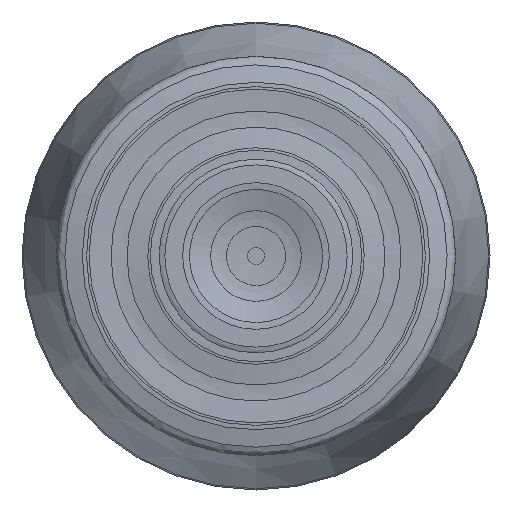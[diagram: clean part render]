
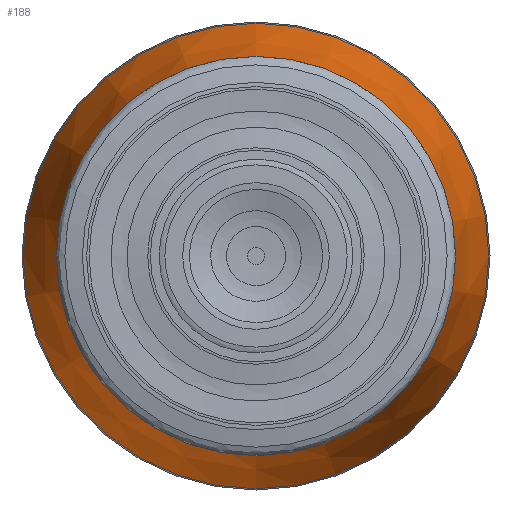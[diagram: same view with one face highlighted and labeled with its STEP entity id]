
A CAD part, left-side view. The second image highlights one B-rep face of the part: STEP entity #188.
In plain terms, the highlighted conical face has half-angle 14.036 degrees and reference radius 16.91 mm.
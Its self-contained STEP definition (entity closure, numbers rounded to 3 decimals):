
#166=CONICAL_SURFACE('',#744,16.91,14.036);
#188=ADVANCED_FACE('',(#264,#265),#166,.T.);
#264=FACE_BOUND('',#367,.T.);
#265=FACE_BOUND('',#368,.T.);
#367=EDGE_LOOP('',(#473));
#368=EDGE_LOOP('',(#474));
#473=ORIENTED_EDGE('',*,*,#618,.T.);
#474=ORIENTED_EDGE('',*,*,#617,.F.);
#564=VERTEX_POINT('',#1045);
#565=VERTEX_POINT('',#1048);
#617=EDGE_CURVE('',#564,#564,#670,.T.);
#618=EDGE_CURVE('',#565,#565,#671,.T.);
#670=CIRCLE('',#741,16.91);
#671=CIRCLE('',#743,14.149);
#741=AXIS2_PLACEMENT_3D('',#1044,#850,#851);
#743=AXIS2_PLACEMENT_3D('',#1047,#854,#855);
#744=AXIS2_PLACEMENT_3D('',#1049,#856,#857);
#850=DIRECTION('',(1.,0.,0.));
#851=DIRECTION('',(0.,0.,1.));
#854=DIRECTION('',(1.,0.,0.));
#855=DIRECTION('',(0.,0.,1.));
#856=DIRECTION('',(1.,0.,0.));
#857=DIRECTION('',(0.,0.,-1.));
#1044=CARTESIAN_POINT('',(161.642,0.,0.));
#1045=CARTESIAN_POINT('',(161.642,0.,16.91));
#1047=CARTESIAN_POINT('',(150.597,0.,0.));
#1048=CARTESIAN_POINT('',(150.597,0.,14.149));
#1049=CARTESIAN_POINT('',(161.642,0.,0.));
